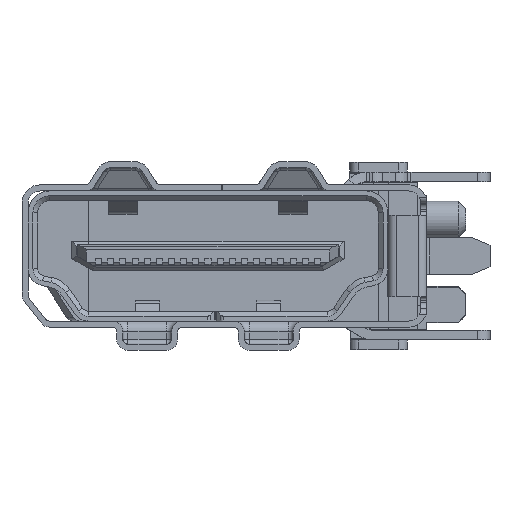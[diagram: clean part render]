
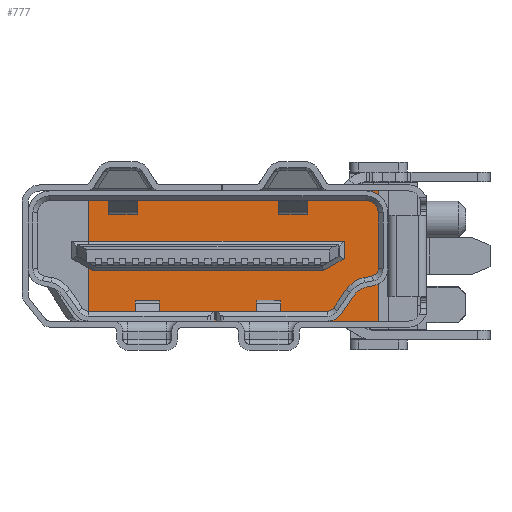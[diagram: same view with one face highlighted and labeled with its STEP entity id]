
A CAD part, left-side view. The second image highlights one B-rep face of the part: STEP entity #777.
In plain terms, the highlighted planar face has unit normal (-1, 0, 0).
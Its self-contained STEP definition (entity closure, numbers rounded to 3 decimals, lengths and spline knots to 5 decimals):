
#582=DIRECTION('',(0.,1.,0.));
#583=VECTOR('',#582,0.46895);
#584=CARTESIAN_POINT('',(0.22835,0.07874,
0.10531));
#585=LINE('',#584,#583);
#586=DIRECTION('',(0.,-1.,0.));
#587=VECTOR('',#586,0.46895);
#588=CARTESIAN_POINT('',(0.22835,0.54769,
-0.10531));
#589=LINE('',#588,#587);
#590=DIRECTION('',(0.,0.,-1.));
#591=VECTOR('',#590,0.21063);
#592=CARTESIAN_POINT('',(0.22835,0.54769,
0.10531));
#593=LINE('',#592,#591);
#602=DIRECTION('',(0.,0.,-1.));
#603=VECTOR('',#602,0.21063);
#604=CARTESIAN_POINT('',(0.22835,0.07874,
0.10531));
#605=LINE('',#604,#603);
#618=CARTESIAN_POINT('',(0.22835,0.07874,
0.10531));
#619=CARTESIAN_POINT('',(0.22835,0.07874,
-0.10531));
#620=VERTEX_POINT('',#618);
#621=VERTEX_POINT('',#619);
#622=CARTESIAN_POINT('',(0.22835,0.54769,
0.10531));
#623=CARTESIAN_POINT('',(0.22835,0.54769,
-0.10531));
#624=VERTEX_POINT('',#622);
#625=VERTEX_POINT('',#623);
#765=CARTESIAN_POINT('',(0.22835,0.54769,
-0.10531));
#766=DIRECTION('',(-1.,0.,0.));
#767=DIRECTION('',(0.,-1.,0.));
#768=AXIS2_PLACEMENT_3D('',#765,#766,#767);
#769=PLANE('',#768);
#770=ORIENTED_EDGE('',*,*,#663,.F.);
#772=ORIENTED_EDGE('',*,*,#771,.T.);
#773=ORIENTED_EDGE('',*,*,#710,.F.);
#774=ORIENTED_EDGE('',*,*,#751,.F.);
#775=EDGE_LOOP('',(#770,#772,#773,#774));
#776=FACE_OUTER_BOUND('',#775,.F.);
#663=EDGE_CURVE('',#620,#624,#585,.T.);
#710=EDGE_CURVE('',#625,#621,#589,.T.);
#751=EDGE_CURVE('',#624,#625,#593,.T.);
#771=EDGE_CURVE('',#620,#621,#605,.T.);
#777=ADVANCED_FACE('',(#776),#769,.T.);
